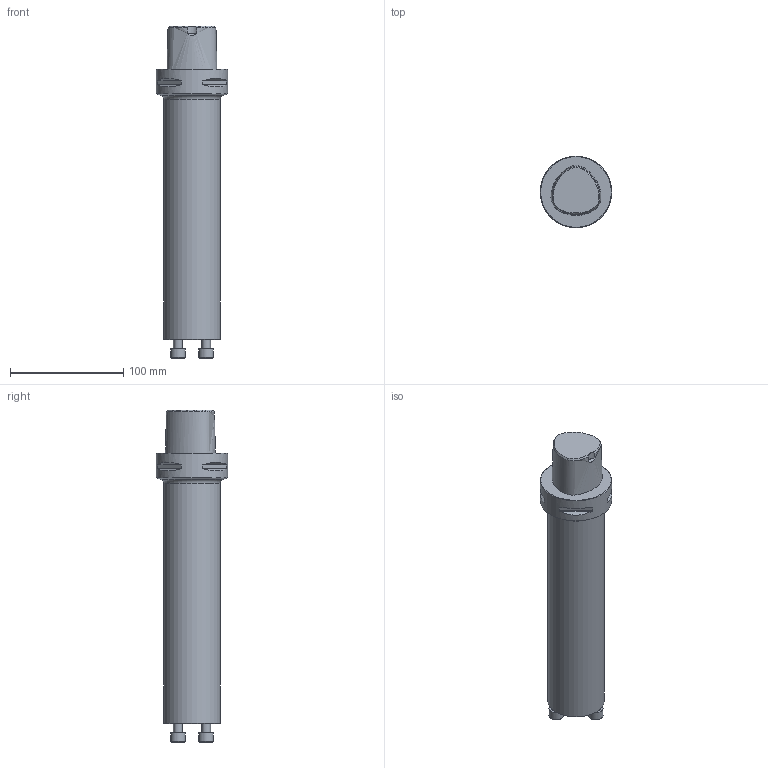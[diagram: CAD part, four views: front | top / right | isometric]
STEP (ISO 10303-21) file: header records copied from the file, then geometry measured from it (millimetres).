
FILE_DESCRIPTION(/* description */ (''),/* implementation_level */ '2;1');
FILE_NAME(/* name */ '1529144094322.stp',/* time_stamp */ '2018-06-16T12:15:01+02:00',/* author */ (''),/* organization */ ('SMS'),/* preprocessor_version */ 'ST-DEVELOPER v15',/* originating_system */ 'SIEMENS PLM Software NX 8.5',/* authorisation */ '');
FILE_SCHEMA (('AUTOMOTIVE_DESIGN { 1 0 10303 214 3 1 1 1 }'));
Length unit declared in the file: millimetre
Products named in the file (1): C6-570-3C_50_239
Bounding box: 63 x 63 x 293 mm (x, y, z)
Volume: 552799.5 mm3; surface area: 51868.3 mm2
Topology: 1 solids, 1 shells, 70 faces, 160 edges, 109 vertices
Faces by surface type: plane 42, cylinder 17, cone 8, bspline 2, torus 1
Full cylindrical faces by diameter (mm): 8 x3, 13 x3, 50 x1, 63 x1
Entity records: 2600 total; most frequent: CARTESIAN_POINT 1084, DIRECTION 288, ORIENTED_EDGE 274, EDGE_CURVE 137, AXIS2_PLACEMENT_3D 105, EDGE_LOOP 100, VERTEX_POINT 99, LINE 78
